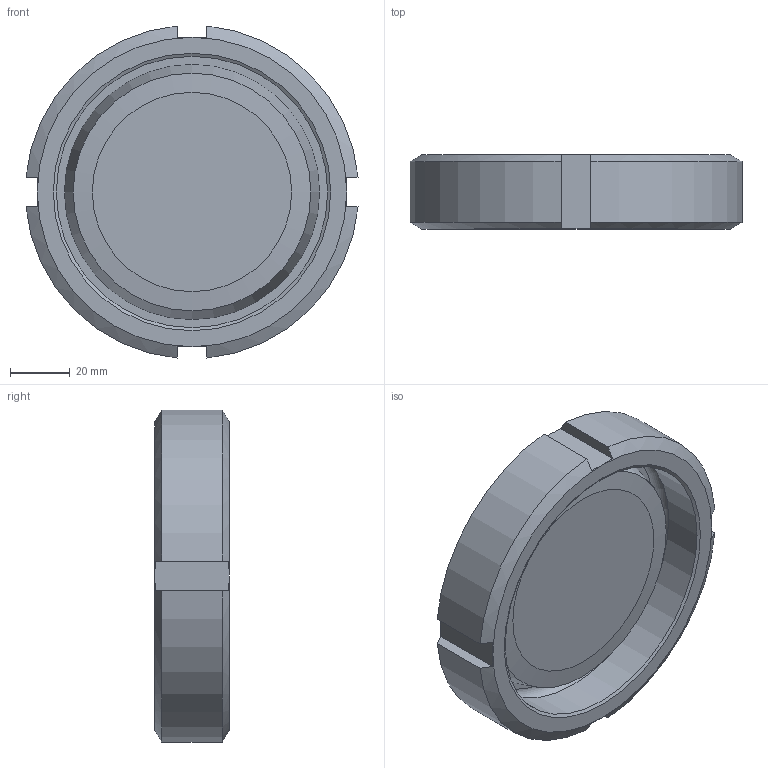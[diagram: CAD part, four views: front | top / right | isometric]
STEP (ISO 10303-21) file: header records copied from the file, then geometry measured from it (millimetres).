
FILE_DESCRIPTION(/* description */ (''),/* implementation_level */ '2;1');
FILE_NAME(/* name */ '31304W.stp',/* time_stamp */ '2018-02-05T11:57:34+01:00',/* author */ ('acgl'),/* organization */ (''),/* preprocessor_version */ 'ST-DEVELOPER v15.6',/* originating_system */ 'Autodesk Inventor 2015',/* authorisation */ '');
FILE_SCHEMA (('AUTOMOTIVE_DESIGN { 1 0 10303 214 3 1 1 }'));
Length unit declared in the file: centimetre
Products named in the file (1): 31304W
Bounding box: 111.55 x 25 x 111.55 mm (x, y, z)
Volume: 156819.2 mm3; surface area: 38923.3 mm2
Topology: 1 solids, 1 shells, 44 faces, 96 edges, 59 vertices
Faces by surface type: plane 19, cone 12, cylinder 10, torus 3
Full cylindrical faces by diameter (mm): 5.5 x1, 10.1 x1, 79 x1, 80 x1, 85.7 x1, 91.19 x1
Entity records: 1170 total; most frequent: CARTESIAN_POINT 249, DIRECTION 174, ORIENTED_EDGE 164, EDGE_CURVE 82, AXIS2_PLACEMENT_3D 79, EDGE_LOOP 62, VERTEX_POINT 58, STYLED_ITEM 45
